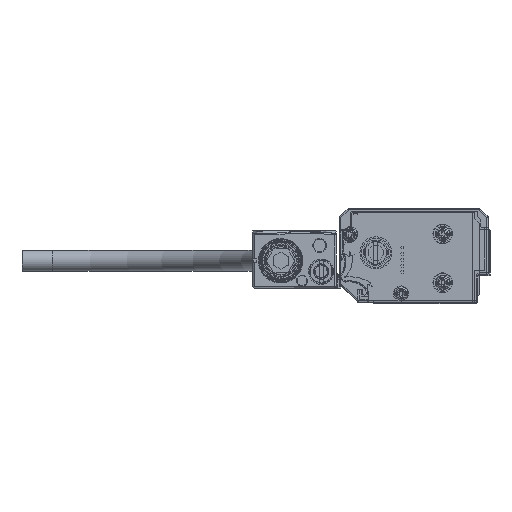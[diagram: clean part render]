
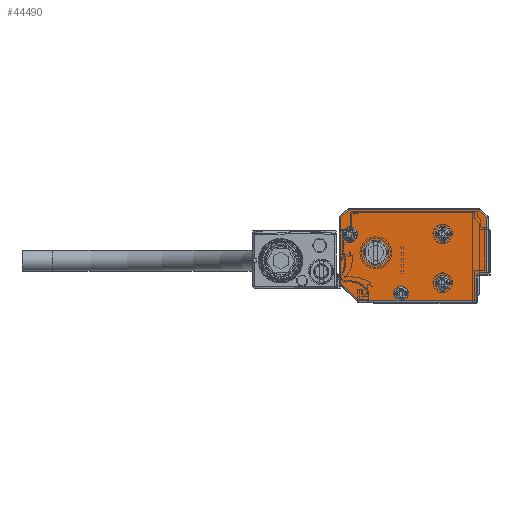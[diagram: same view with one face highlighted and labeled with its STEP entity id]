
A CAD part, left-side view. The second image highlights one B-rep face of the part: STEP entity #44490.
In plain terms, the highlighted planar face has unit normal (-1, 0, 0).
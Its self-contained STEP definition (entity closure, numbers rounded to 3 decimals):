
#44275=AXIS2_PLACEMENT_3D('Circle Axis2P3D',#44273,#44274,$) ;
#44303=AXIS2_PLACEMENT_3D('Circle Axis2P3D',#44301,#44302,$) ;
#44318=AXIS2_PLACEMENT_3D('Plane Axis2P3D',#44315,#44316,#44317) ;
#44322=AXIS2_PLACEMENT_3D('Circle Axis2P3D',#44320,#44321,$) ;
#44329=AXIS2_PLACEMENT_3D('Circle Axis2P3D',#44327,#44328,$) ;
#44336=AXIS2_PLACEMENT_3D('Circle Axis2P3D',#44334,#44335,$) ;
#44348=AXIS2_PLACEMENT_3D('Circle Axis2P3D',#44346,#44347,$) ;
#44420=AXIS2_PLACEMENT_3D('Circle Axis2P3D',#44418,#44419,$) ;
#44429=AXIS2_PLACEMENT_3D('Circle Axis2P3D',#44427,#44428,$) ;
#44438=AXIS2_PLACEMENT_3D('Circle Axis2P3D',#44436,#44437,$) ;
#44447=AXIS2_PLACEMENT_3D('Circle Axis2P3D',#44445,#44446,$) ;
#44456=AXIS2_PLACEMENT_3D('Circle Axis2P3D',#44454,#44455,$) ;
#44465=AXIS2_PLACEMENT_3D('Circle Axis2P3D',#44463,#44464,$) ;
#44474=AXIS2_PLACEMENT_3D('Circle Axis2P3D',#44472,#44473,$) ;
#44483=AXIS2_PLACEMENT_3D('Circle Axis2P3D',#44481,#44482,$) ;
#37340=CARTESIAN_POINT('Vertex',(-1673.,8.4,-1.)) ;
#37342=CARTESIAN_POINT('Vertex',(-1673.,7.,-1.)) ;
#37345=CARTESIAN_POINT('Line Origine',(-1673.,3.5,-1.)) ;
#37349=CARTESIAN_POINT('Vertex',(-1673.,21.793,-1.)) ;
#37361=CARTESIAN_POINT('Vertex',(-1673.,-17.,-1.)) ;
#37364=CARTESIAN_POINT('Line Origine',(-1673.,3.5,-1.)) ;
#44273=CARTESIAN_POINT('Axis2P3D Location',(-1673.,7.7,1.4)) ;
#44277=CARTESIAN_POINT('Vertex',(-1673.,5.2,1.4)) ;
#44298=CARTESIAN_POINT('Vertex',(-1673.,9.894,0.201)) ;
#44301=CARTESIAN_POINT('Axis2P3D Location',(-1673.,7.7,1.4)) ;
#44315=CARTESIAN_POINT('Axis2P3D Location',(-1673.,-21.5,13.5)) ;
#44320=CARTESIAN_POINT('Axis2P3D Location',(-1673.,7.7,1.4)) ;
#44324=CARTESIAN_POINT('Vertex',(-1673.,10.2,1.4)) ;
#44327=CARTESIAN_POINT('Axis2P3D Location',(-1673.,7.7,1.4)) ;
#44331=CARTESIAN_POINT('Vertex',(-1673.,5.506,2.599)) ;
#44334=CARTESIAN_POINT('Axis2P3D Location',(-1673.,7.7,1.4)) ;
#44339=CARTESIAN_POINT('Line Origine',(-1673.,-17.,3.1)) ;
#44343=CARTESIAN_POINT('Vertex',(-1673.,-17.,7.2)) ;
#44346=CARTESIAN_POINT('Axis2P3D Location',(-1673.,-18.,7.2)) ;
#44350=CARTESIAN_POINT('Vertex',(-1673.,-18.,8.2)) ;
#44353=CARTESIAN_POINT('Line Origine',(-1673.,-19.25,8.2)) ;
#44357=CARTESIAN_POINT('Vertex',(-1673.,-20.5,8.2)) ;
#44360=CARTESIAN_POINT('Line Origine',(-1673.,-20.5,17.246)) ;
#44364=CARTESIAN_POINT('Vertex',(-1673.,-20.5,26.293)) ;
#44367=CARTESIAN_POINT('Line Origine',(-1673.,-19.146,27.646)) ;
#44371=CARTESIAN_POINT('Vertex',(-1673.,-17.793,29.)) ;
#44374=CARTESIAN_POINT('Line Origine',(-1673.,3.5,29.)) ;
#44378=CARTESIAN_POINT('Vertex',(-1673.,24.793,29.)) ;
#44381=CARTESIAN_POINT('Line Origine',(-1673.,26.146,27.646)) ;
#44385=CARTESIAN_POINT('Vertex',(-1673.,27.5,26.293)) ;
#44388=CARTESIAN_POINT('Line Origine',(-1673.,27.5,15.5)) ;
#44392=CARTESIAN_POINT('Vertex',(-1673.,27.5,4.707)) ;
#44395=CARTESIAN_POINT('Line Origine',(-1673.,24.646,1.854)) ;
#44418=CARTESIAN_POINT('Axis2P3D Location',(-1673.,-6.,5.)) ;
#44422=CARTESIAN_POINT('Vertex',(-1673.,-3.806,3.801)) ;
#44424=CARTESIAN_POINT('Vertex',(-1673.,-8.194,6.199)) ;
#44427=CARTESIAN_POINT('Axis2P3D Location',(-1673.,-6.,5.)) ;
#44436=CARTESIAN_POINT('Axis2P3D Location',(-1673.,16.,14.8)) ;
#44440=CARTESIAN_POINT('Vertex',(-1673.,11.85,14.8)) ;
#44442=CARTESIAN_POINT('Vertex',(-1673.,20.15,14.8)) ;
#44445=CARTESIAN_POINT('Axis2P3D Location',(-1673.,16.,14.8)) ;
#44454=CARTESIAN_POINT('Axis2P3D Location',(-1673.,-6.,21.)) ;
#44458=CARTESIAN_POINT('Vertex',(-1673.,-8.194,22.199)) ;
#44460=CARTESIAN_POINT('Vertex',(-1673.,-3.806,19.801)) ;
#44463=CARTESIAN_POINT('Axis2P3D Location',(-1673.,-6.,21.)) ;
#44472=CARTESIAN_POINT('Axis2P3D Location',(-1673.,24.5,20.9)) ;
#44476=CARTESIAN_POINT('Vertex',(-1673.,22.306,22.099)) ;
#44478=CARTESIAN_POINT('Vertex',(-1673.,26.694,19.701)) ;
#44481=CARTESIAN_POINT('Axis2P3D Location',(-1673.,24.5,20.9)) ;
#37346=DIRECTION('Vector Direction',(0.,1.,0.)) ;
#37365=DIRECTION('Vector Direction',(0.,1.,0.)) ;
#44274=DIRECTION('Axis2P3D Direction',(-1.,0.,0.)) ;
#44302=DIRECTION('Axis2P3D Direction',(-1.,0.,0.)) ;
#44316=DIRECTION('Axis2P3D Direction',(1.,0.,0.)) ;
#44317=DIRECTION('Axis2P3D XDirection',(0.,1.,0.)) ;
#44321=DIRECTION('Axis2P3D Direction',(1.,0.,0.)) ;
#44328=DIRECTION('Axis2P3D Direction',(1.,0.,0.)) ;
#44335=DIRECTION('Axis2P3D Direction',(1.,0.,0.)) ;
#44340=DIRECTION('Vector Direction',(0.,0.,1.)) ;
#44347=DIRECTION('Axis2P3D Direction',(1.,0.,0.)) ;
#44354=DIRECTION('Vector Direction',(0.,-1.,0.)) ;
#44361=DIRECTION('Vector Direction',(0.,0.,1.)) ;
#44368=DIRECTION('Vector Direction',(0.,-0.707,-0.707)) ;
#44375=DIRECTION('Vector Direction',(0.,1.,0.)) ;
#44382=DIRECTION('Vector Direction',(0.,0.707,-0.707)) ;
#44389=DIRECTION('Vector Direction',(0.,0.,-1.)) ;
#44396=DIRECTION('Vector Direction',(0.,-0.707,-0.707)) ;
#44419=DIRECTION('Axis2P3D Direction',(1.,0.,0.)) ;
#44428=DIRECTION('Axis2P3D Direction',(1.,0.,0.)) ;
#44437=DIRECTION('Axis2P3D Direction',(1.,0.,0.)) ;
#44446=DIRECTION('Axis2P3D Direction',(1.,0.,0.)) ;
#44455=DIRECTION('Axis2P3D Direction',(1.,0.,0.)) ;
#44464=DIRECTION('Axis2P3D Direction',(1.,0.,0.)) ;
#44473=DIRECTION('Axis2P3D Direction',(1.,0.,0.)) ;
#44482=DIRECTION('Axis2P3D Direction',(1.,0.,0.)) ;
#37347=VECTOR('Line Direction',#37346,1.) ;
#37366=VECTOR('Line Direction',#37365,1.) ;
#44341=VECTOR('Line Direction',#44340,1.) ;
#44355=VECTOR('Line Direction',#44354,1.) ;
#44362=VECTOR('Line Direction',#44361,1.) ;
#44369=VECTOR('Line Direction',#44368,1.) ;
#44376=VECTOR('Line Direction',#44375,1.) ;
#44383=VECTOR('Line Direction',#44382,1.) ;
#44390=VECTOR('Line Direction',#44389,1.) ;
#44397=VECTOR('Line Direction',#44396,1.) ;
#44401=ORIENTED_EDGE('',*,*,#44305,.T.) ;
#44402=ORIENTED_EDGE('',*,*,#44326,.T.) ;
#44403=ORIENTED_EDGE('',*,*,#44333,.T.) ;
#44404=ORIENTED_EDGE('',*,*,#44338,.T.) ;
#44405=ORIENTED_EDGE('',*,*,#44279,.T.) ;
#44406=ORIENTED_EDGE('',*,*,#37368,.F.) ;
#44407=ORIENTED_EDGE('',*,*,#44345,.F.) ;
#44408=ORIENTED_EDGE('',*,*,#44352,.F.) ;
#44409=ORIENTED_EDGE('',*,*,#44359,.F.) ;
#44410=ORIENTED_EDGE('',*,*,#44366,.F.) ;
#44411=ORIENTED_EDGE('',*,*,#44373,.F.) ;
#44412=ORIENTED_EDGE('',*,*,#44380,.F.) ;
#44413=ORIENTED_EDGE('',*,*,#44387,.F.) ;
#44414=ORIENTED_EDGE('',*,*,#44394,.F.) ;
#44415=ORIENTED_EDGE('',*,*,#44399,.F.) ;
#44416=ORIENTED_EDGE('',*,*,#37351,.F.) ;
#44433=ORIENTED_EDGE('',*,*,#44426,.T.) ;
#44434=ORIENTED_EDGE('',*,*,#44431,.T.) ;
#44451=ORIENTED_EDGE('',*,*,#44444,.T.) ;
#44452=ORIENTED_EDGE('',*,*,#44449,.T.) ;
#44469=ORIENTED_EDGE('',*,*,#44462,.T.) ;
#44470=ORIENTED_EDGE('',*,*,#44467,.T.) ;
#44487=ORIENTED_EDGE('',*,*,#44480,.T.) ;
#44488=ORIENTED_EDGE('',*,*,#44485,.T.) ;
#44435=FACE_BOUND('',#44432,.T.) ;
#44453=FACE_BOUND('',#44450,.T.) ;
#44471=FACE_BOUND('',#44468,.T.) ;
#44489=FACE_BOUND('',#44486,.T.) ;
#44490=ADVANCED_FACE('\X2\FF8AFF9FFF70FF82\X0\ \X2\FF8EFF9EFF83FF9EFF68FF70\X0\',(#44417,#44435,#44453,#44471,#44489),#44319,.F.) ;
#44276=CIRCLE('generated circle',#44275,2.5) ;
#44304=CIRCLE('generated circle',#44303,2.5) ;
#44323=CIRCLE('generated circle',#44322,2.5) ;
#44330=CIRCLE('generated circle',#44329,2.5) ;
#44337=CIRCLE('generated circle',#44336,2.5) ;
#44349=CIRCLE('generated circle',#44348,1.) ;
#44421=CIRCLE('generated circle',#44420,2.5) ;
#44430=CIRCLE('generated circle',#44429,2.5) ;
#44439=CIRCLE('generated circle',#44438,4.15) ;
#44448=CIRCLE('generated circle',#44447,4.15) ;
#44457=CIRCLE('generated circle',#44456,2.5) ;
#44466=CIRCLE('generated circle',#44465,2.5) ;
#44475=CIRCLE('generated circle',#44474,2.5) ;
#44484=CIRCLE('generated circle',#44483,2.5) ;
#37351=EDGE_CURVE('',#37341,#37350,#37348,.T.) ;
#37368=EDGE_CURVE('',#37362,#37343,#37367,.T.) ;
#44279=EDGE_CURVE('',#44278,#37343,#44276,.F.) ;
#44305=EDGE_CURVE('',#37341,#44299,#44304,.F.) ;
#44326=EDGE_CURVE('',#44299,#44325,#44323,.T.) ;
#44333=EDGE_CURVE('',#44325,#44332,#44330,.T.) ;
#44338=EDGE_CURVE('',#44332,#44278,#44337,.T.) ;
#44345=EDGE_CURVE('',#44344,#37362,#44342,.F.) ;
#44352=EDGE_CURVE('',#44351,#44344,#44349,.F.) ;
#44359=EDGE_CURVE('',#44358,#44351,#44356,.F.) ;
#44366=EDGE_CURVE('',#44365,#44358,#44363,.F.) ;
#44373=EDGE_CURVE('',#44372,#44365,#44370,.T.) ;
#44380=EDGE_CURVE('',#44379,#44372,#44377,.F.) ;
#44387=EDGE_CURVE('',#44386,#44379,#44384,.F.) ;
#44394=EDGE_CURVE('',#44393,#44386,#44391,.F.) ;
#44399=EDGE_CURVE('',#37350,#44393,#44398,.F.) ;
#44426=EDGE_CURVE('',#44423,#44425,#44421,.T.) ;
#44431=EDGE_CURVE('',#44425,#44423,#44430,.T.) ;
#44444=EDGE_CURVE('',#44441,#44443,#44439,.T.) ;
#44449=EDGE_CURVE('',#44443,#44441,#44448,.T.) ;
#44462=EDGE_CURVE('',#44459,#44461,#44457,.T.) ;
#44467=EDGE_CURVE('',#44461,#44459,#44466,.T.) ;
#44480=EDGE_CURVE('',#44477,#44479,#44475,.T.) ;
#44485=EDGE_CURVE('',#44479,#44477,#44484,.T.) ;
#44400=EDGE_LOOP('',(#44401,#44402,#44403,#44404,#44405,#44406,#44407,#44408,#44409,#44410,#44411,#44412,#44413,#44414,#44415,#44416)) ;
#44432=EDGE_LOOP('',(#44433,#44434)) ;
#44450=EDGE_LOOP('',(#44451,#44452)) ;
#44468=EDGE_LOOP('',(#44469,#44470)) ;
#44486=EDGE_LOOP('',(#44487,#44488)) ;
#44417=FACE_OUTER_BOUND('',#44400,.T.) ;
#37348=LINE('Line',#37345,#37347) ;
#37367=LINE('Line',#37364,#37366) ;
#44342=LINE('Line',#44339,#44341) ;
#44356=LINE('Line',#44353,#44355) ;
#44363=LINE('Line',#44360,#44362) ;
#44370=LINE('Line',#44367,#44369) ;
#44377=LINE('Line',#44374,#44376) ;
#44384=LINE('Line',#44381,#44383) ;
#44391=LINE('Line',#44388,#44390) ;
#44398=LINE('Line',#44395,#44397) ;
#44319=PLANE('Plane',#44318) ;
#37341=VERTEX_POINT('',#37340) ;
#37343=VERTEX_POINT('',#37342) ;
#37350=VERTEX_POINT('',#37349) ;
#37362=VERTEX_POINT('',#37361) ;
#44278=VERTEX_POINT('',#44277) ;
#44299=VERTEX_POINT('',#44298) ;
#44325=VERTEX_POINT('',#44324) ;
#44332=VERTEX_POINT('',#44331) ;
#44344=VERTEX_POINT('',#44343) ;
#44351=VERTEX_POINT('',#44350) ;
#44358=VERTEX_POINT('',#44357) ;
#44365=VERTEX_POINT('',#44364) ;
#44372=VERTEX_POINT('',#44371) ;
#44379=VERTEX_POINT('',#44378) ;
#44386=VERTEX_POINT('',#44385) ;
#44393=VERTEX_POINT('',#44392) ;
#44423=VERTEX_POINT('',#44422) ;
#44425=VERTEX_POINT('',#44424) ;
#44441=VERTEX_POINT('',#44440) ;
#44443=VERTEX_POINT('',#44442) ;
#44459=VERTEX_POINT('',#44458) ;
#44461=VERTEX_POINT('',#44460) ;
#44477=VERTEX_POINT('',#44476) ;
#44479=VERTEX_POINT('',#44478) ;
